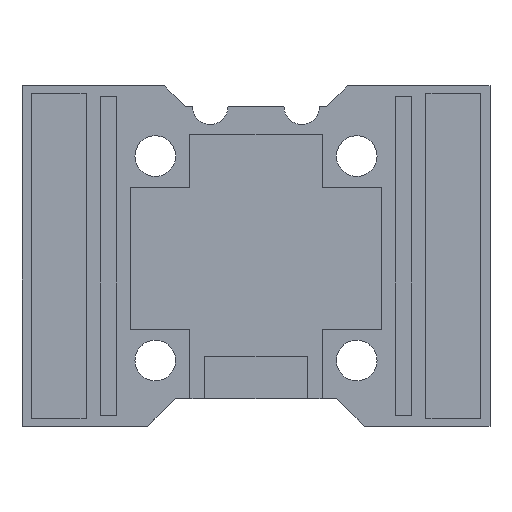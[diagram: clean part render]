
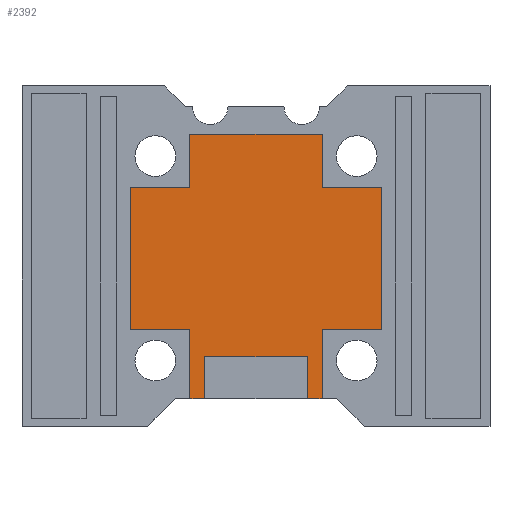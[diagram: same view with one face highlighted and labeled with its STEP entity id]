
A CAD part, top view. The second image highlights one B-rep face of the part: STEP entity #2392.
In plain terms, the highlighted planar face has unit normal (0, 0, 1).
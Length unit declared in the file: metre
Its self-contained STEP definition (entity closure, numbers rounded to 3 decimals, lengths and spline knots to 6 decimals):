
#206=ORIENTED_EDGE('',*,*,#733,.F.);
#207=ORIENTED_EDGE('',*,*,#884,.T.);
#208=ORIENTED_EDGE('',*,*,#885,.F.);
#209=ORIENTED_EDGE('',*,*,#886,.F.);
#210=ORIENTED_EDGE('',*,*,#729,.F.);
#211=ORIENTED_EDGE('',*,*,#887,.F.);
#212=ORIENTED_EDGE('',*,*,#888,.T.);
#213=ORIENTED_EDGE('',*,*,#889,.F.);
#214=ORIENTED_EDGE('',*,*,#890,.F.);
#215=ORIENTED_EDGE('',*,*,#891,.F.);
#216=ORIENTED_EDGE('',*,*,#892,.F.);
#217=ORIENTED_EDGE('',*,*,#893,.T.);
#218=ORIENTED_EDGE('',*,*,#894,.F.);
#219=ORIENTED_EDGE('',*,*,#895,.T.);
#220=ORIENTED_EDGE('',*,*,#896,.T.);
#221=ORIENTED_EDGE('',*,*,#897,.T.);
#729=EDGE_CURVE('',#1073,#1074,#1305,.T.);
#733=EDGE_CURVE('',#1077,#1078,#1309,.T.);
#884=EDGE_CURVE('',#1077,#1218,#1448,.T.);
#885=EDGE_CURVE('',#1219,#1218,#1449,.T.);
#886=EDGE_CURVE('',#1074,#1219,#1450,.T.);
#887=EDGE_CURVE('',#1220,#1073,#1451,.T.);
#888=EDGE_CURVE('',#1220,#1221,#1452,.T.);
#889=EDGE_CURVE('',#1222,#1221,#1453,.T.);
#890=EDGE_CURVE('',#1223,#1222,#1454,.T.);
#891=EDGE_CURVE('',#1224,#1223,#1455,.T.);
#892=EDGE_CURVE('',#1225,#1224,#1456,.T.);
#893=EDGE_CURVE('',#1225,#1226,#1457,.T.);
#894=EDGE_CURVE('',#1227,#1226,#1458,.T.);
#895=EDGE_CURVE('',#1227,#1228,#1459,.T.);
#896=EDGE_CURVE('',#1228,#1229,#1460,.T.);
#897=EDGE_CURVE('',#1229,#1078,#1461,.T.);
#1073=VERTEX_POINT('',#3291);
#1074=VERTEX_POINT('',#3293);
#1077=VERTEX_POINT('',#3299);
#1078=VERTEX_POINT('',#3301);
#1218=VERTEX_POINT('',#3596);
#1219=VERTEX_POINT('',#3598);
#1220=VERTEX_POINT('',#3601);
#1221=VERTEX_POINT('',#3603);
#1222=VERTEX_POINT('',#3605);
#1223=VERTEX_POINT('',#3607);
#1224=VERTEX_POINT('',#3609);
#1225=VERTEX_POINT('',#3611);
#1226=VERTEX_POINT('',#3613);
#1227=VERTEX_POINT('',#3615);
#1228=VERTEX_POINT('',#3617);
#1229=VERTEX_POINT('',#3619);
#1305=LINE('',#3292,#1637);
#1309=LINE('',#3300,#1641);
#1448=LINE('',#3595,#1780);
#1449=LINE('',#3597,#1781);
#1450=LINE('',#3599,#1782);
#1451=LINE('',#3600,#1783);
#1452=LINE('',#3602,#1784);
#1453=LINE('',#3604,#1785);
#1454=LINE('',#3606,#1786);
#1455=LINE('',#3608,#1787);
#1456=LINE('',#3610,#1788);
#1457=LINE('',#3612,#1789);
#1458=LINE('',#3614,#1790);
#1459=LINE('',#3616,#1791);
#1460=LINE('',#3618,#1792);
#1461=LINE('',#3620,#1793);
#1637=VECTOR('',#2676,1.);
#1641=VECTOR('',#2680,1.);
#1780=VECTOR('',#2851,1.);
#1781=VECTOR('',#2852,1.);
#1782=VECTOR('',#2853,1.);
#1783=VECTOR('',#2854,1.);
#1784=VECTOR('',#2855,1.);
#1785=VECTOR('',#2856,1.);
#1786=VECTOR('',#2857,1.);
#1787=VECTOR('',#2858,1.);
#1788=VECTOR('',#2859,1.);
#1789=VECTOR('',#2860,1.);
#1790=VECTOR('',#2861,1.);
#1791=VECTOR('',#2862,1.);
#1792=VECTOR('',#2863,1.);
#1793=VECTOR('',#2864,1.);
#1988=EDGE_LOOP('',(#206,#207,#208,#209,#210,#211,#212,#213,#214,#215,#216,
#217,#218,#219,#220,#221));
#2138=FACE_BOUND('',#1988,.T.);
#2270=PLANE('',#2545);
#2392=ADVANCED_FACE('',(#2138),#2270,.T.);
#2545=AXIS2_PLACEMENT_3D('',#3594,#2849,#2850);
#2676=DIRECTION('',(-1.,0.,0.));
#2680=DIRECTION('',(-1.,0.,0.));
#2849=DIRECTION('',(0.,0.,1.));
#2850=DIRECTION('',(1.,0.,0.));
#2851=DIRECTION('',(0.,1.,0.));
#2852=DIRECTION('',(-1.,0.,0.));
#2853=DIRECTION('',(0.,1.,0.));
#2854=DIRECTION('',(0.,-1.,0.));
#2855=DIRECTION('',(1.,0.,0.));
#2856=DIRECTION('',(0.,-1.,0.));
#2857=DIRECTION('',(1.,0.,0.));
#2858=DIRECTION('',(0.,-1.,0.));
#2859=DIRECTION('',(1.,0.,0.));
#2860=DIRECTION('',(0.,-1.,0.));
#2861=DIRECTION('',(1.,0.,0.));
#2862=DIRECTION('',(0.,-1.,0.));
#2863=DIRECTION('',(1.,0.,0.));
#2864=DIRECTION('',(0.,-1.,0.));
#3291=CARTESIAN_POINT('',(0.0295,0.0027,0.00237));
#3292=CARTESIAN_POINT('',(0.019025,0.0027,0.00237));
#3293=CARTESIAN_POINT('',(0.02805,0.0027,0.00237));
#3299=CARTESIAN_POINT('',(0.01795,0.0027,0.00237));
#3300=CARTESIAN_POINT('',(0.019025,0.0027,0.00237));
#3301=CARTESIAN_POINT('',(0.0165,0.0027,0.00237));
#3594=CARTESIAN_POINT('',(0.023,0.01672,0.00237));
#3595=CARTESIAN_POINT('',(0.01795,0.00475,0.00237));
#3596=CARTESIAN_POINT('',(0.01795,0.0068,0.00237));
#3597=CARTESIAN_POINT('',(0.023,0.0068,0.00237));
#3598=CARTESIAN_POINT('',(0.02805,0.0068,0.00237));
#3599=CARTESIAN_POINT('',(0.02805,0.00475,0.00237));
#3600=CARTESIAN_POINT('',(0.0295,0.00612,0.00237));
#3601=CARTESIAN_POINT('',(0.0295,0.00954,0.00237));
#3602=CARTESIAN_POINT('',(0.0324,0.00954,0.00237));
#3603=CARTESIAN_POINT('',(0.0353,0.00954,0.00237));
#3604=CARTESIAN_POINT('',(0.0353,0.01649,0.00237));
#3605=CARTESIAN_POINT('',(0.0353,0.02344,0.00237));
#3606=CARTESIAN_POINT('',(0.0324,0.02344,0.00237));
#3607=CARTESIAN_POINT('',(0.0295,0.02344,0.00237));
#3608=CARTESIAN_POINT('',(0.0295,0.026065,0.00237));
#3609=CARTESIAN_POINT('',(0.0295,0.02869,0.00237));
#3610=CARTESIAN_POINT('',(0.023,0.02869,0.00237));
#3611=CARTESIAN_POINT('',(0.0165,0.02869,0.00237));
#3612=CARTESIAN_POINT('',(0.0165,0.026065,0.00237));
#3613=CARTESIAN_POINT('',(0.0165,0.02344,0.00237));
#3614=CARTESIAN_POINT('',(0.0136,0.02344,0.00237));
#3615=CARTESIAN_POINT('',(0.0107,0.02344,0.00237));
#3616=CARTESIAN_POINT('',(0.0107,0.01649,0.00237));
#3617=CARTESIAN_POINT('',(0.0107,0.00954,0.00237));
#3618=CARTESIAN_POINT('',(0.0136,0.00954,0.00237));
#3619=CARTESIAN_POINT('',(0.0165,0.00954,0.00237));
#3620=CARTESIAN_POINT('',(0.0165,0.00612,0.00237));
